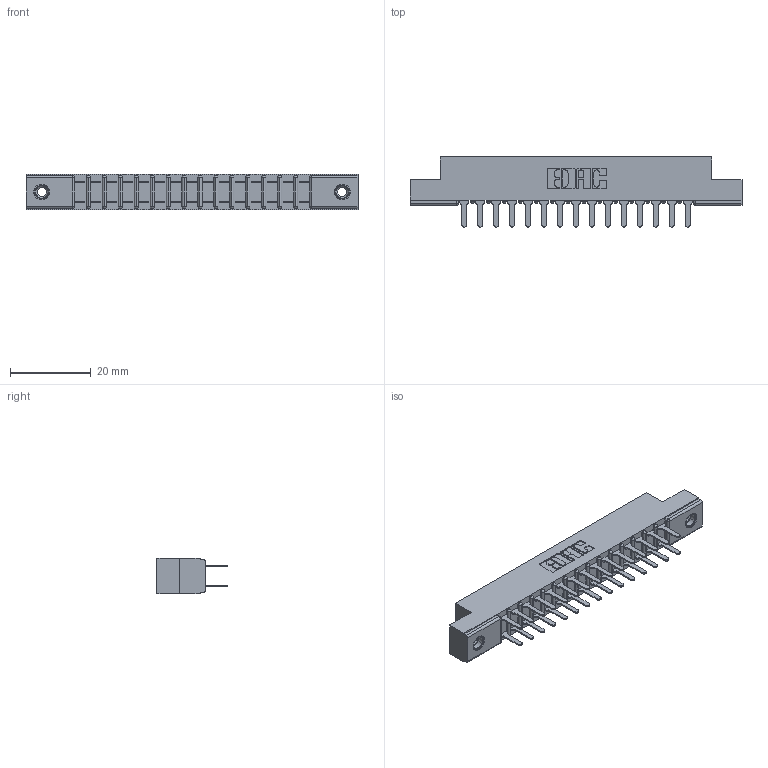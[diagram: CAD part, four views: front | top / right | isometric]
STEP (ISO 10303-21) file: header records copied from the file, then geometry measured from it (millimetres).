
FILE_DESCRIPTION (( 'STEP AP203' ), '1' );
FILE_NAME ('307-030-520-208.STEP', '2019-09-06T00:26:16', ( '' ), ( '' ), 'SwSTEP 2.0', 'SolidWorks 2016', '' );
FILE_SCHEMA (( 'CONFIG_CONTROL_DESIGN' ));
Length unit declared in the file: inch
Products named in the file (4): 307 Part_.156 Dia Mounting Holes; 345-250-001_345-250-003-102; 307-290-001_520; 307-030-520-208
Assembly tree (33 placements, depth 2):
  307-030-520-208
    307 Part_.156 Dia Mounting Holes
    307-290-001_520  x30
    345-250-001_345-250-003-102  x2
Bounding box: 82.45 x 17.42 x 8.71 mm (x, y, z)
Volume: 5409.3 mm3; surface area: 9293 mm2
Topology: 33 solids, 33 shells, 1574 faces, 4359 edges, 2814 vertices
Faces by surface type: plane 1032, cylinder 494, sphere 32, cone 12, torus 4
Entity records: 17821 total; most frequent: CARTESIAN_POINT 2906, ORIENTED_EDGE 2870, DIRECTION 2867, EDGE_CURVE 1435, LINE 1089, VECTOR 1089, VERTEX_POINT 928, AXIS2_PLACEMENT_3D 889
